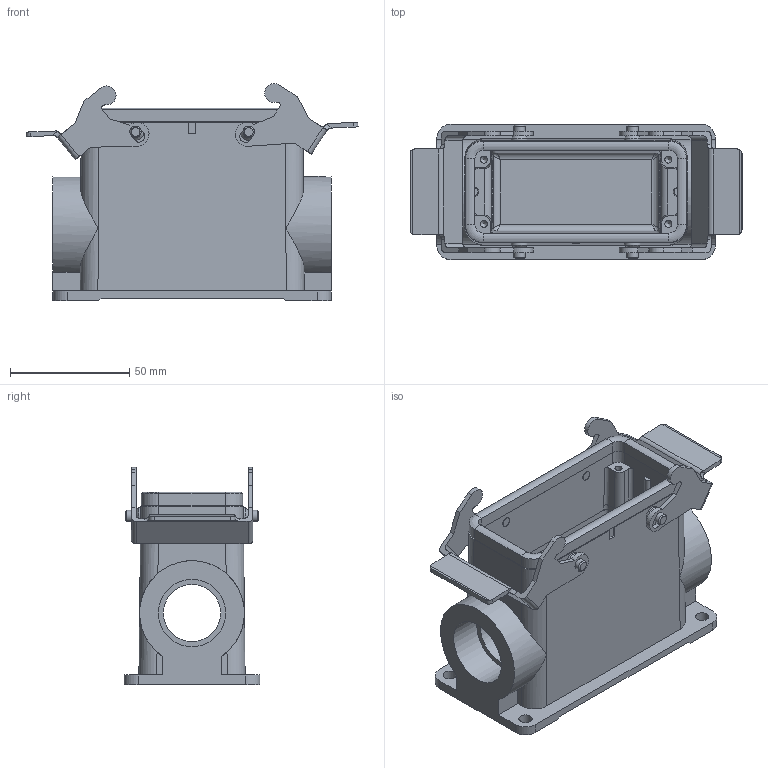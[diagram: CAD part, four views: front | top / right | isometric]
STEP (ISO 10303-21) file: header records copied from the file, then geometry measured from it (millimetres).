
FILE_DESCRIPTION((''),'2;1');
FILE_NAME('04300160270.stp','2020-07-07T14:36:20',('e.eickhoff'),(''),'Autodesk Inventor 2012','Autodesk Inventor 2012','');
FILE_SCHEMA(('AUTOMOTIVE_DESIGN { 1 0 10303 214 1 1 1 1 }'));
Length unit declared in the file: millimetre
Products named in the file (3): 04300160270; Metallbügel Quer
Assembly tree (3 placements, depth 2):
  04300160270
    04300160270
    Metallbügel Quer  x2
Bounding box: 139.43 x 57 x 91.15 mm (x, y, z)
Volume: 155173.5 mm3; surface area: 67088.9 mm2
Topology: 3 solids, 3 shells, 401 faces, 1061 edges, 691 vertices
Faces by surface type: plane 186, cylinder 147, bspline 48, cone 16, torus 4
Full cylindrical faces by diameter (mm): 0.77 x1, 3 x4, 4 x4, 4.8 x4, 5.6 x4, 7 x4, 24 x2, 28.3 x2
Entity records: 12121 total; most frequent: CARTESIAN_POINT 3222, DIRECTION 1756, ORIENTED_EDGE 1722, EDGE_CURVE 861, AXIS2_PLACEMENT_3D 631, VERTEX_POINT 581, VECTOR 494, LINE 494
